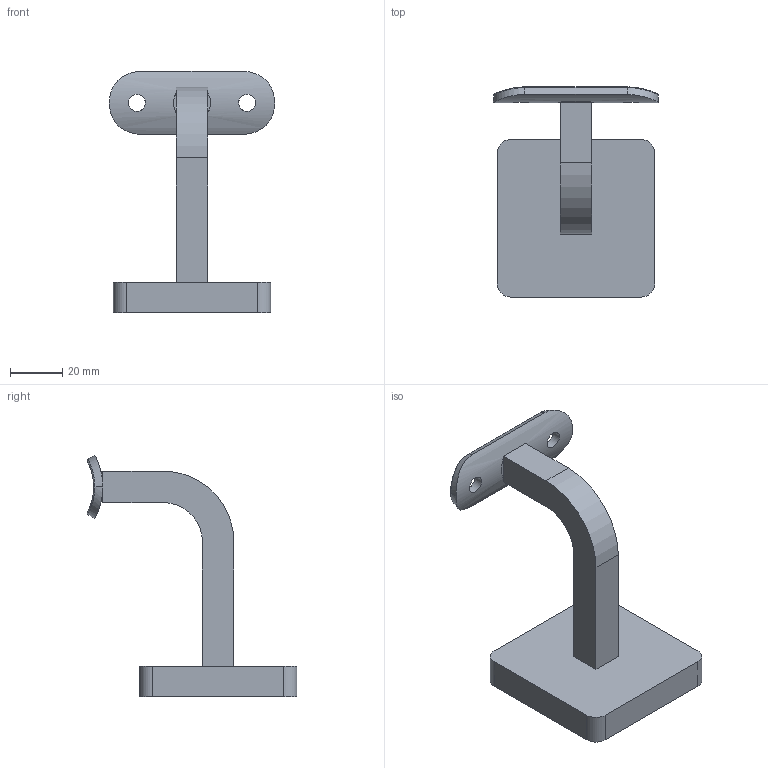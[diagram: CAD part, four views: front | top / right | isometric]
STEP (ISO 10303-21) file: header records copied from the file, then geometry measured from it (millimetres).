
FILE_DESCRIPTION (( 'STEP AP203' ), '1' );
FILE_NAME ('50503-240.step', '2021-11-25T15:38:35', ( '' ), ( '' ), 'SwSTEP 2.0', 'SolidWorks 2018', '' );
FILE_SCHEMA (( 'CONFIG_CONTROL_DESIGN' ));
Length unit declared in the file: millimetre
Products named in the file (9): 60182-240; 50503-240 Teil1_50503-240 Teil1; 50503-240 Teil2_50503-240 Teil2; socket countersunk head screw_din; 50503-240; socket countersunk head screw_din_DIN 7991 - M6 x 16 --- 9.7S; 50503-240 Teil1; 50503-240 Teil2; 60182-240_50503-240 Teil3
Assembly tree (4 placements, depth 2):
  60182-240
  socket countersunk head screw_din
  50503-240
    50503-240 Teil1_50503-240 Teil1
    50503-240 Teil2_50503-240 Teil2
    60182-240_50503-240 Teil3
    socket countersunk head screw_din_DIN 7991 - M6 x 16 --- 9.7S
  50503-240 Teil1
  50503-240 Teil2
Bounding box: 63 x 79.99 x 92 mm (x, y, z)
Volume: 32640 mm3; surface area: 28693 mm2
Topology: 4 solids, 4 shells, 412 faces, 1072 edges, 696 vertices
Faces by surface type: plane 212, bspline 117, cylinder 56, cone 26, torus 1
Full cylindrical faces by diameter (mm): 5 x1, 6 x11, 6.5 x6, 11.57 x1, 12.5 x1
Entity records: 20458 total; most frequent: CARTESIAN_POINT 10545, ORIENTED_EDGE 2042, DIRECTION 1459, EDGE_CURVE 1021, VERTEX_POINT 692, LINE 659, VECTOR 659, EDGE_LOOP 503
